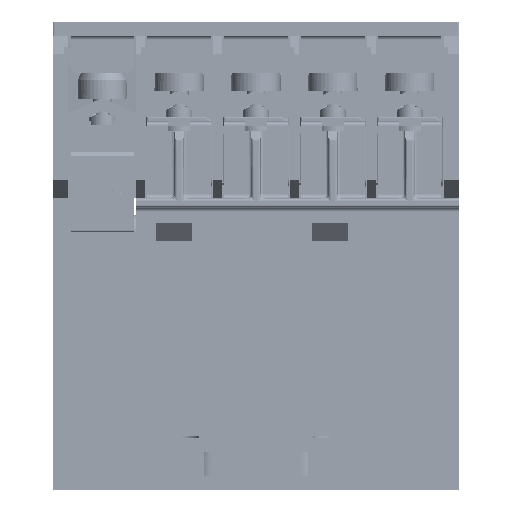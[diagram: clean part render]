
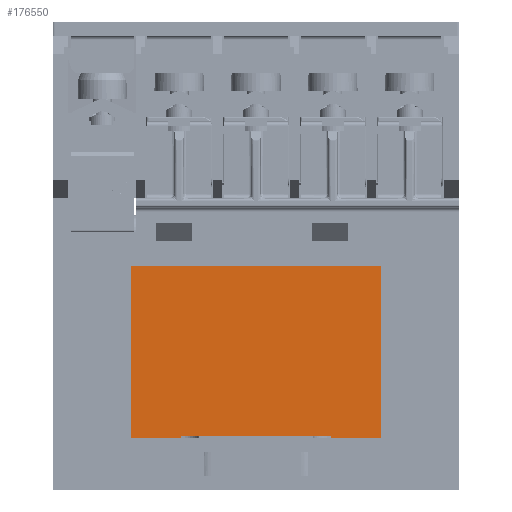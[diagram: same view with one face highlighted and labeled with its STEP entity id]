
A CAD part, front view. The second image highlights one B-rep face of the part: STEP entity #176550.
In plain terms, the highlighted planar face has unit normal (0, -1, 0).
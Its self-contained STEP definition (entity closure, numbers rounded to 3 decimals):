
#161094=CARTESIAN_POINT('',(-13.875,-22.175,6.75));
#161095=VERTEX_POINT('',#161094);
#161102=CARTESIAN_POINT('',(13.875,-22.175,6.75));
#161103=VERTEX_POINT('',#161102);
#161104=CARTESIAN_POINT('',(-13.875,-22.175,6.75));
#161105=DIRECTION('',(1.0,0.0,0.0));
#161106=VECTOR('',#161105,27.75);
#161107=LINE('',#161104,#161106);
#161108=EDGE_CURVE('',#161095,#161103,#161107,.T.);
#163375=CARTESIAN_POINT('',(13.875,-22.175,-12.25));
#163376=VERTEX_POINT('',#163375);
#163385=CARTESIAN_POINT('',(13.875,-22.175,-12.25));
#163386=DIRECTION('',(0.0,0.0,1.0));
#163387=VECTOR('',#163386,19.0);
#163388=LINE('',#163385,#163387);
#163389=EDGE_CURVE('',#163376,#161103,#163388,.T.);
#163401=CARTESIAN_POINT('',(-13.875,-22.175,-12.25));
#163402=VERTEX_POINT('',#163401);
#163409=CARTESIAN_POINT('',(-13.875,-22.175,6.75));
#163410=DIRECTION('',(0.0,0.0,-1.0));
#163411=VECTOR('',#163410,19.);
#163412=LINE('',#163409,#163411);
#163413=EDGE_CURVE('',#161095,#163402,#163412,.T.);
#167487=CARTESIAN_POINT('',(-8.25,-22.175,-12.25));
#167488=VERTEX_POINT('',#167487);
#167496=CARTESIAN_POINT('',(-13.875,-22.175,-12.25));
#167497=DIRECTION('',(1.0,0.0,0.0));
#167498=VECTOR('',#167497,5.625);
#167499=LINE('',#167496,#167498);
#167500=EDGE_CURVE('',#163402,#167488,#167499,.T.);
#167556=CARTESIAN_POINT('',(8.25,-22.175,-12.));
#167557=VERTEX_POINT('',#167556);
#167565=CARTESIAN_POINT('',(-8.25,-22.175,-12.));
#167566=VERTEX_POINT('',#167565);
#167567=CARTESIAN_POINT('',(-8.25,-22.175,-12.));
#167568=DIRECTION('',(1.0,0.0,0.0));
#167569=VECTOR('',#167568,16.5);
#167570=LINE('',#167567,#167569);
#167571=EDGE_CURVE('',#167566,#167557,#167570,.T.);
#176476=CARTESIAN_POINT('',(8.25,-22.175,-12.25));
#176477=VERTEX_POINT('',#176476);
#176492=CARTESIAN_POINT('',(8.25,-22.175,-12.25));
#176493=DIRECTION('',(1.0,0.0,0.0));
#176494=VECTOR('',#176493,5.625);
#176495=LINE('',#176492,#176494);
#176496=EDGE_CURVE('',#176477,#163376,#176495,.T.);
#176519=CARTESIAN_POINT('',(8.25,-22.175,-12.25));
#176520=DIRECTION('',(0.0,0.0,1.0));
#176521=VECTOR('',#176520,0.25);
#176522=LINE('',#176519,#176521);
#176523=EDGE_CURVE('',#176477,#167557,#176522,.T.);
#176530=CARTESIAN_POINT('',(0.,-22.175,-3.75));
#176531=DIRECTION('',(0.0,1.0,0.0));
#176532=DIRECTION('',(0.0,0.0,1.0));
#176533=AXIS2_PLACEMENT_3D('',#176530,#176531,#176532);
#176534=PLANE('',#176533);
#176535=CARTESIAN_POINT('',(-8.25,-22.175,-12.));
#176536=DIRECTION('',(0.0,0.0,-1.0));
#176537=VECTOR('',#176536,0.25);
#176538=LINE('',#176535,#176537);
#176539=EDGE_CURVE('',#167566,#167488,#176538,.T.);
#176540=ORIENTED_EDGE('',*,*,#176539,.F.);
#176541=ORIENTED_EDGE('',*,*,#167571,.T.);
#176542=ORIENTED_EDGE('',*,*,#176523,.F.);
#176543=ORIENTED_EDGE('',*,*,#176496,.T.);
#176544=ORIENTED_EDGE('',*,*,#163389,.T.);
#176545=ORIENTED_EDGE('',*,*,#161108,.F.);
#176546=ORIENTED_EDGE('',*,*,#163413,.T.);
#176547=ORIENTED_EDGE('',*,*,#167500,.T.);
#176548=EDGE_LOOP('',(#176540,#176541,#176542,#176543,#176544,#176545,#176546,#176547));
#176549=FACE_OUTER_BOUND('',#176548,.T.);
#176550=ADVANCED_FACE('',(#176549),#176534,.F.);
